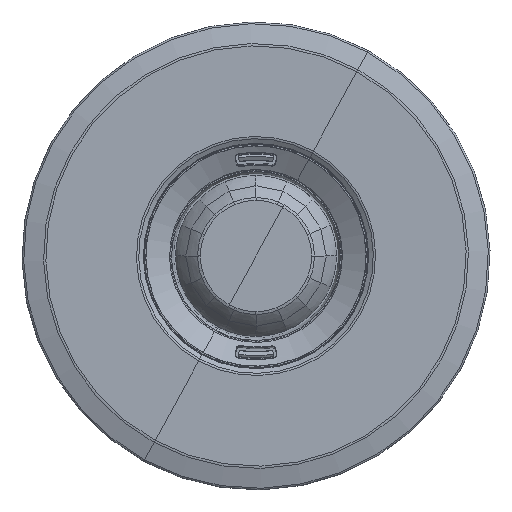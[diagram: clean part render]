
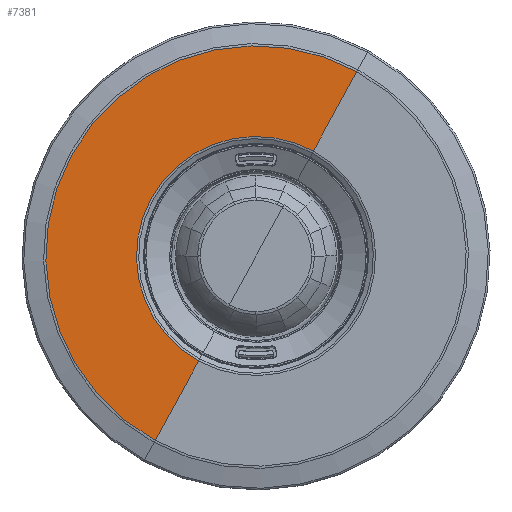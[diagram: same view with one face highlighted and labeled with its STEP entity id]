
A CAD part, top view. The second image highlights one B-rep face of the part: STEP entity #7381.
In plain terms, the highlighted conical face has half-angle 89.964 degrees and reference radius 26.517 mm.
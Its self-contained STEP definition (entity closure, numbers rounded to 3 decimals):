
#7317=CARTESIAN_POINT('Vertex',(0.19,-17.272,29.681)) ;
#7320=CARTESIAN_POINT('Axis2P3D Location',(22.54,23.64,29.794)) ;
#7324=CARTESIAN_POINT('Vertex',(44.891,64.552,29.908)) ;
#7351=CARTESIAN_POINT('Axis2P3D Location',(22.54,23.64,29.782)) ;
#7356=CARTESIAN_POINT('Line Origine',(5.009,-8.451,29.699)) ;
#7360=CARTESIAN_POINT('Vertex',(9.827,0.369,29.717)) ;
#7363=CARTESIAN_POINT('Axis2P3D Location',(22.54,23.64,29.782)) ;
#7367=CARTESIAN_POINT('Vertex',(35.253,46.911,29.846)) ;
#7370=CARTESIAN_POINT('Line Origine',(40.072,55.732,29.877)) ;
#7321=DIRECTION('Axis2P3D Direction',(0.,0.003,-1.)) ;
#7352=DIRECTION('Axis2P3D Direction',(-0.,-0.003,1.)) ;
#7353=DIRECTION('Axis2P3D XDirection',(0.479,0.878,0.002)) ;
#7357=DIRECTION('Vector Direction',(-0.479,-0.878,-0.002)) ;
#7364=DIRECTION('Axis2P3D Direction',(0.,-0.003,1.)) ;
#7371=DIRECTION('Vector Direction',(0.479,0.878,0.003)) ;
#7322=AXIS2_PLACEMENT_3D('Circle Axis2P3D',#7320,#7321,$) ;
#7354=AXIS2_PLACEMENT_3D('Cone Axis2P3D',#7351,#7352,#7353) ;
#7365=AXIS2_PLACEMENT_3D('Circle Axis2P3D',#7363,#7364,$) ;
#7376=ORIENTED_EDGE('',*,*,#7326,.F.) ;
#7377=ORIENTED_EDGE('',*,*,#7362,.T.) ;
#7378=ORIENTED_EDGE('',*,*,#7369,.T.) ;
#7379=ORIENTED_EDGE('',*,*,#7374,.F.) ;
#7358=VECTOR('Line Direction',#7357,1.) ;
#7372=VECTOR('Line Direction',#7371,1.) ;
#7381=ADVANCED_FACE('White',(#7380),#7355,.F.) ;
#7323=CIRCLE('generated circle',#7322,46.619) ;
#7366=CIRCLE('generated circle',#7365,26.517) ;
#7355=CONICAL_SURFACE('Cone',#7354,26.517,1.57) ;
#7326=EDGE_CURVE('',#7318,#7325,#7323,.T.) ;
#7362=EDGE_CURVE('',#7318,#7361,#7359,.F.) ;
#7369=EDGE_CURVE('',#7361,#7368,#7366,.F.) ;
#7374=EDGE_CURVE('',#7325,#7368,#7373,.F.) ;
#7375=EDGE_LOOP('',(#7376,#7377,#7378,#7379)) ;
#7380=FACE_OUTER_BOUND('',#7375,.T.) ;
#7359=LINE('Line',#7356,#7358) ;
#7373=LINE('Line',#7370,#7372) ;
#7318=VERTEX_POINT('',#7317) ;
#7325=VERTEX_POINT('',#7324) ;
#7361=VERTEX_POINT('',#7360) ;
#7368=VERTEX_POINT('',#7367) ;
